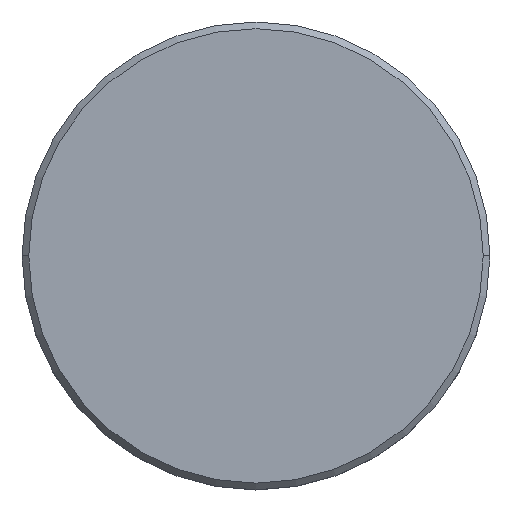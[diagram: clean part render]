
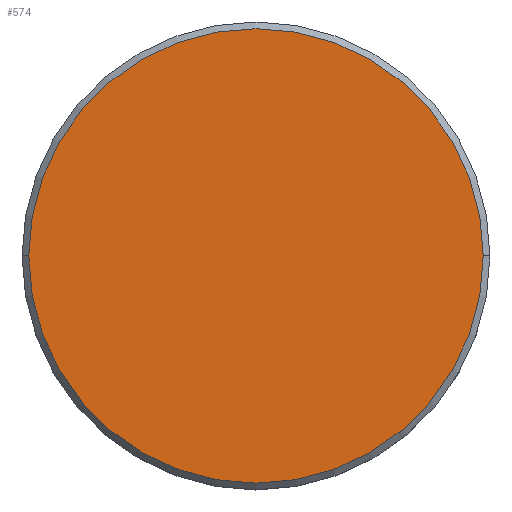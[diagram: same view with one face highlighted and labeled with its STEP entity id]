
A CAD part, top view. The second image highlights one B-rep face of the part: STEP entity #574.
In plain terms, the highlighted planar face has unit normal (0, 0, 1).
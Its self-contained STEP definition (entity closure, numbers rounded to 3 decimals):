
#41 = VERTEX_POINT ( 'NONE', #97 ) ;
#72 = VERTEX_POINT ( 'NONE', #930 ) ;
#97 = CARTESIAN_POINT ( 'NONE',  ( -17., 0., 0. ) ) ;
#148 = DIRECTION ( 'NONE',  ( 0., 0., 1. ) ) ;
#177 = EDGE_LOOP ( 'NONE', ( #899, #1135 ) ) ;
#269 = EDGE_CURVE ( 'NONE', #72, #41, #503, .T. ) ;
#295 = DIRECTION ( 'NONE',  ( 0., 0., 1. ) ) ;
#427 = DIRECTION ( 'NONE',  ( 1., 0., 0. ) ) ;
#503 = CIRCLE ( 'NONE', #1099, 17. ) ;
#574 = ADVANCED_FACE ( 'NONE', ( #837 ), #828, .T. ) ;
#717 = AXIS2_PLACEMENT_3D ( 'NONE', #967, #148, #950 ) ;
#821 = CARTESIAN_POINT ( 'NONE',  ( 0., 0., 0. ) ) ;
#828 = PLANE ( 'NONE',  #1085 ) ;
#837 = FACE_OUTER_BOUND ( 'NONE', #177, .T. ) ;
#840 = CARTESIAN_POINT ( 'NONE',  ( 0., 0., 0. ) ) ;
#848 = EDGE_CURVE ( 'NONE', #41, #72, #876, .T. ) ;
#876 = CIRCLE ( 'NONE', #717, 17. ) ;
#899 = ORIENTED_EDGE ( 'NONE', *, *, #848, .T. ) ;
#930 = CARTESIAN_POINT ( 'NONE',  ( 17., 0., 0. ) ) ;
#950 = DIRECTION ( 'NONE',  ( 1., 0., 0. ) ) ;
#967 = CARTESIAN_POINT ( 'NONE',  ( 0., 0., 0. ) ) ;
#978 = DIRECTION ( 'NONE',  ( 0., 0., 1. ) ) ;
#1085 = AXIS2_PLACEMENT_3D ( 'NONE', #840, #295, #1097 ) ;
#1097 = DIRECTION ( 'NONE',  ( 1., 0., 0. ) ) ;
#1099 = AXIS2_PLACEMENT_3D ( 'NONE', #821, #978, #427 ) ;
#1135 = ORIENTED_EDGE ( 'NONE', *, *, #269, .T. ) ;
